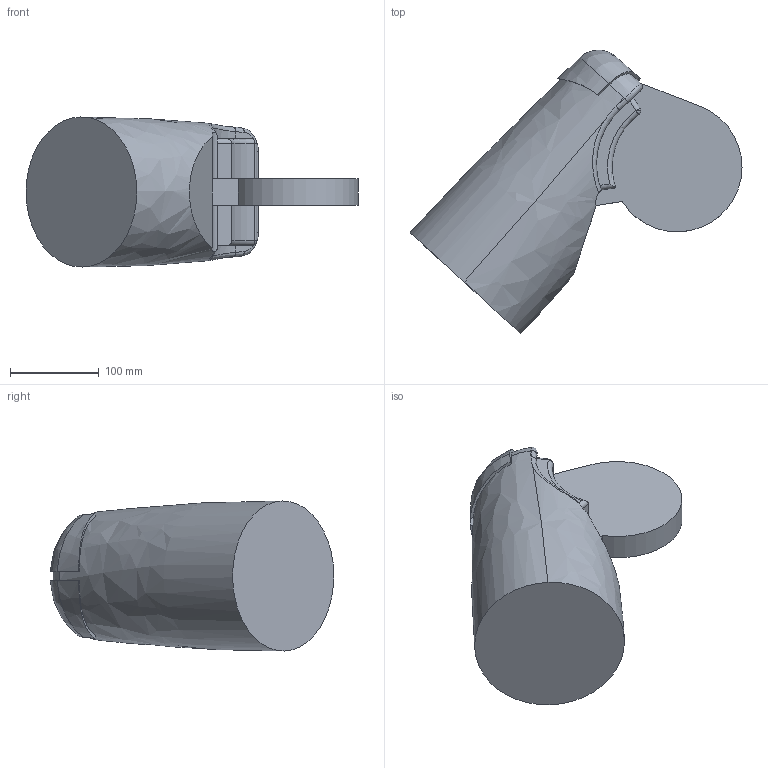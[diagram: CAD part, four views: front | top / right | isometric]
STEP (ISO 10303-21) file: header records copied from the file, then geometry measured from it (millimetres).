
FILE_DESCRIPTION (( 'STEP AP203' ), '1' );
FILE_NAME ('Arm3_Default_sldprt.STEP', '2018-11-27T18:59:51', ( '' ), ( '' ), 'SwSTEP 2.0', 'SolidWorks 2018', '' );
FILE_SCHEMA (( 'CONFIG_CONTROL_DESIGN' ));
Length unit declared in the file: inch
Products named in the file (1): Arm3_Default_sldprt
Bounding box: 373.47 x 318.94 x 168.74 mm (x, y, z)
Volume: 5677726.5 mm3; surface area: 242775 mm2
Topology: 5 solids, 5 shells, 81 faces, 194 edges, 123 vertices
Faces by surface type: plane 25, cylinder 24, bspline 18, cone 8, sphere 4, torus 2
Entity records: 4872 total; most frequent: CARTESIAN_POINT 3065, ORIENTED_EDGE 388, DIRECTION 313, EDGE_CURVE 194, VERTEX_POINT 123, AXIS2_PLACEMENT_3D 120, ADVANCED_FACE 81, FACE_OUTER_BOUND 81
